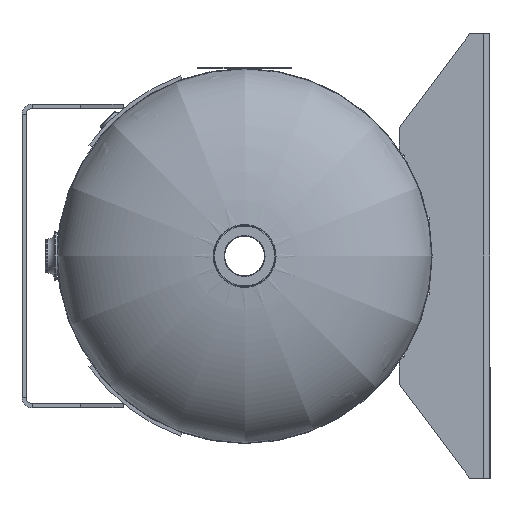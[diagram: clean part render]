
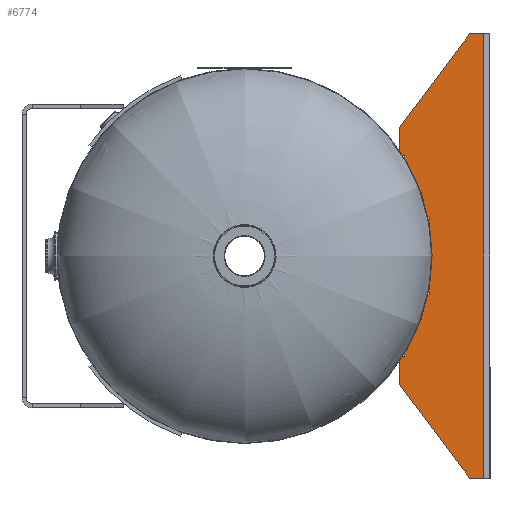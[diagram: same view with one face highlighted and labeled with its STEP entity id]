
A CAD part, left-side view. The second image highlights one B-rep face of the part: STEP entity #6774.
In plain terms, the highlighted face is planar.
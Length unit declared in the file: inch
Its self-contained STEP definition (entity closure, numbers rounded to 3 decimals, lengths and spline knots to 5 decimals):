
#459=CIRCLE('',#7464,8.0604);
#478=CIRCLE('',#7488,8.);
#480=CIRCLE('',#7493,8.0604);
#481=CIRCLE('',#7498,8.);
#484=CIRCLE('',#7507,8.0604);
#486=CIRCLE('',#7512,8.);
#487=CIRCLE('',#7514,8.);
#488=CIRCLE('',#7515,8.0604);
#489=CIRCLE('',#7516,8.);
#710=PLANE('',#7513);
#1052=FACE_OUTER_BOUND('',#1451,.T.);
#1451=EDGE_LOOP('',(#6189,#6190,#6191,#6192,#6193,#6194,#6195,#6196,#6197,
#6198,#6199,#6200,#6201,#6202,#6203,#6204,#6205,#6206,#6207,#6208,#6209,
#6210,#6211,#6212));
#2027=LINE('',#12694,#2676);
#2031=LINE('',#12703,#2680);
#2069=LINE('',#12824,#2718);
#2072=LINE('',#12829,#2721);
#2079=LINE('',#12850,#2728);
#2082=LINE('',#12858,#2731);
#2086=LINE('',#12872,#2735);
#2087=LINE('',#12876,#2736);
#2088=LINE('',#12880,#2737);
#2089=LINE('',#12882,#2738);
#2090=LINE('',#12884,#2739);
#2091=LINE('',#12886,#2740);
#2092=LINE('',#12888,#2741);
#2093=LINE('',#12890,#2742);
#2094=LINE('',#12891,#2743);
#2676=VECTOR('',#9018,0.3937);
#2680=VECTOR('',#9024,0.3937);
#2718=VECTOR('',#9130,0.3937);
#2721=VECTOR('',#9135,0.3937);
#2728=VECTOR('',#9160,0.3937);
#2731=VECTOR('',#9169,0.3937);
#2735=VECTOR('',#9185,0.3937);
#2736=VECTOR('',#9188,0.3937);
#2737=VECTOR('',#9191,0.3937);
#2738=VECTOR('',#9192,0.3937);
#2739=VECTOR('',#9193,0.3937);
#2740=VECTOR('',#9194,0.3937);
#2741=VECTOR('',#9195,0.3937);
#2742=VECTOR('',#9196,0.3937);
#2743=VECTOR('',#9197,0.3937);
#3417=VERTEX_POINT('',#12691);
#3418=VERTEX_POINT('',#12693);
#3421=VERTEX_POINT('',#12700);
#3422=VERTEX_POINT('',#12702);
#3465=VERTEX_POINT('',#12801);
#3469=VERTEX_POINT('',#12815);
#3470=VERTEX_POINT('',#12817);
#3471=VERTEX_POINT('',#12823);
#3472=VERTEX_POINT('',#12827);
#3477=VERTEX_POINT('',#12849);
#3478=VERTEX_POINT('',#12853);
#3479=VERTEX_POINT('',#12857);
#3481=VERTEX_POINT('',#12865);
#3482=VERTEX_POINT('',#12869);
#3483=VERTEX_POINT('',#12871);
#3484=VERTEX_POINT('',#12873);
#3485=VERTEX_POINT('',#12875);
#3486=VERTEX_POINT('',#12877);
#3487=VERTEX_POINT('',#12879);
#3488=VERTEX_POINT('',#12881);
#3489=VERTEX_POINT('',#12883);
#3490=VERTEX_POINT('',#12885);
#3491=VERTEX_POINT('',#12887);
#3492=VERTEX_POINT('',#12889);
#4321=EDGE_CURVE('',#3418,#3417,#2027,.T.);
#4325=EDGE_CURVE('',#3422,#3421,#2031,.T.);
#4328=EDGE_CURVE('',#3417,#3422,#459,.T.);
#4375=EDGE_CURVE('',#3465,#3418,#478,.T.);
#4383=EDGE_CURVE('',#3470,#3469,#480,.T.);
#4386=EDGE_CURVE('',#3471,#3470,#2069,.T.);
#4389=EDGE_CURVE('',#3469,#3472,#2072,.T.);
#4390=EDGE_CURVE('',#3421,#3471,#481,.T.);
#4399=EDGE_CURVE('',#3477,#3465,#2079,.T.);
#4401=EDGE_CURVE('',#3478,#3477,#484,.T.);
#4403=EDGE_CURVE('',#3479,#3478,#2082,.T.);
#4407=EDGE_CURVE('',#3481,#3479,#486,.T.);
#4409=EDGE_CURVE('',#3472,#3482,#487,.T.);
#4410=EDGE_CURVE('',#3482,#3483,#2086,.T.);
#4411=EDGE_CURVE('',#3483,#3484,#488,.T.);
#4412=EDGE_CURVE('',#3484,#3485,#2087,.T.);
#4413=EDGE_CURVE('',#3485,#3486,#489,.T.);
#4414=EDGE_CURVE('',#3487,#3486,#2088,.T.);
#4415=EDGE_CURVE('',#3488,#3487,#2089,.T.);
#4416=EDGE_CURVE('',#3488,#3489,#2090,.T.);
#4417=EDGE_CURVE('',#3490,#3489,#2091,.T.);
#4418=EDGE_CURVE('',#3490,#3491,#2092,.T.);
#4419=EDGE_CURVE('',#3492,#3491,#2093,.T.);
#4420=EDGE_CURVE('',#3481,#3492,#2094,.T.);
#6189=ORIENTED_EDGE('',*,*,#4325,.T.);
#6190=ORIENTED_EDGE('',*,*,#4390,.T.);
#6191=ORIENTED_EDGE('',*,*,#4386,.T.);
#6192=ORIENTED_EDGE('',*,*,#4383,.T.);
#6193=ORIENTED_EDGE('',*,*,#4389,.T.);
#6194=ORIENTED_EDGE('',*,*,#4409,.T.);
#6195=ORIENTED_EDGE('',*,*,#4410,.T.);
#6196=ORIENTED_EDGE('',*,*,#4411,.T.);
#6197=ORIENTED_EDGE('',*,*,#4412,.T.);
#6198=ORIENTED_EDGE('',*,*,#4413,.T.);
#6199=ORIENTED_EDGE('',*,*,#4414,.F.);
#6200=ORIENTED_EDGE('',*,*,#4415,.F.);
#6201=ORIENTED_EDGE('',*,*,#4416,.T.);
#6202=ORIENTED_EDGE('',*,*,#4417,.F.);
#6203=ORIENTED_EDGE('',*,*,#4418,.T.);
#6204=ORIENTED_EDGE('',*,*,#4419,.F.);
#6205=ORIENTED_EDGE('',*,*,#4420,.F.);
#6206=ORIENTED_EDGE('',*,*,#4407,.T.);
#6207=ORIENTED_EDGE('',*,*,#4403,.T.);
#6208=ORIENTED_EDGE('',*,*,#4401,.T.);
#6209=ORIENTED_EDGE('',*,*,#4399,.T.);
#6210=ORIENTED_EDGE('',*,*,#4375,.T.);
#6211=ORIENTED_EDGE('',*,*,#4321,.T.);
#6212=ORIENTED_EDGE('',*,*,#4328,.T.);
#6774=ADVANCED_FACE('',(#1052),#710,.T.);
#7464=AXIS2_PLACEMENT_3D('',#12707,#9030,#9031);
#7488=AXIS2_PLACEMENT_3D('',#12802,#9106,#9107);
#7493=AXIS2_PLACEMENT_3D('',#12818,#9122,#9123);
#7498=AXIS2_PLACEMENT_3D('',#12831,#9138,#9139);
#7507=AXIS2_PLACEMENT_3D('',#12854,#9164,#9165);
#7512=AXIS2_PLACEMENT_3D('',#12866,#9178,#9179);
#7513=AXIS2_PLACEMENT_3D('',#12868,#9181,#9182);
#7514=AXIS2_PLACEMENT_3D('',#12870,#9183,#9184);
#7515=AXIS2_PLACEMENT_3D('',#12874,#9186,#9187);
#7516=AXIS2_PLACEMENT_3D('',#12878,#9189,#9190);
#9018=DIRECTION('',(0.203,0.,-0.979));
#9024=DIRECTION('',(-0.191,0.,0.982));
#9030=DIRECTION('center_axis',(0.,1.,0.));
#9031=DIRECTION('ref_axis',(-1.,0.,0.));
#9106=DIRECTION('center_axis',(0.,1.,0.));
#9107=DIRECTION('ref_axis',(0.561,0.,-0.828));
#9122=DIRECTION('center_axis',(0.,1.,0.));
#9123=DIRECTION('ref_axis',(1.,0.,0.));
#9130=DIRECTION('',(-0.191,0.,-0.982));
#9135=DIRECTION('',(0.203,0.,0.979));
#9138=DIRECTION('center_axis',(0.,1.,0.));
#9139=DIRECTION('ref_axis',(0.561,0.,-0.828));
#9160=DIRECTION('',(-0.528,0.,0.849));
#9164=DIRECTION('center_axis',(0.,1.,0.));
#9165=DIRECTION('ref_axis',(-1.,0.,0.));
#9169=DIRECTION('',(0.538,0.,-0.843));
#9178=DIRECTION('center_axis',(0.,1.,0.));
#9179=DIRECTION('ref_axis',(0.561,0.,-0.828));
#9181=DIRECTION('center_axis',(0.,-1.,0.));
#9182=DIRECTION('ref_axis',(0.,0.,-1.));
#9183=DIRECTION('center_axis',(0.,1.,0.));
#9184=DIRECTION('ref_axis',(0.561,0.,-0.828));
#9185=DIRECTION('',(-0.528,0.,-0.849));
#9186=DIRECTION('center_axis',(0.,1.,0.));
#9187=DIRECTION('ref_axis',(1.,0.,0.));
#9188=DIRECTION('',(0.538,0.,0.843));
#9189=DIRECTION('center_axis',(0.,1.,0.));
#9190=DIRECTION('ref_axis',(0.561,0.,-0.828));
#9191=DIRECTION('',(1.,0.,0.));
#9192=DIRECTION('',(0.8,0.,0.6));
#9193=DIRECTION('',(0.,0.,-1.));
#9194=DIRECTION('',(-1.,0.,0.));
#9195=DIRECTION('',(0.,0.,1.));
#9196=DIRECTION('',(0.8,0.,-0.6));
#9197=DIRECTION('',(1.,0.,0.));
#12691=CARTESIAN_POINT('',(1.63852,-2.,2.6079));
#12693=CARTESIAN_POINT('',(1.62625,-2.,2.66704));
#12694=CARTESIAN_POINT('',(1.66792,-2.,2.46632));
#12700=CARTESIAN_POINT('',(1.52894,-2.,2.64746));
#12702=CARTESIAN_POINT('',(1.54049,-2.,2.58818));
#12703=CARTESIAN_POINT('',(0.81138,-2.,6.33284));
#12707=CARTESIAN_POINT('Origin',(0.,-2.,10.5));
#12801=CARTESIAN_POINT('',(4.22267,-2.,3.70522));
#12802=CARTESIAN_POINT('Origin',(0.,-2.,10.5));
#12815=CARTESIAN_POINT('',(-1.63852,-2.,2.6079));
#12817=CARTESIAN_POINT('',(-1.54049,-2.,2.58818));
#12818=CARTESIAN_POINT('Origin',(0.,-2.,10.5));
#12823=CARTESIAN_POINT('',(-1.52894,-2.,2.64746));
#12824=CARTESIAN_POINT('',(-1.15837,-2.,4.55069));
#12827=CARTESIAN_POINT('',(-1.62625,-2.,2.66704));
#12829=CARTESIAN_POINT('',(-2.06049,-2.,0.57547));
#12831=CARTESIAN_POINT('Origin',(0.,-2.,10.5));
#12849=CARTESIAN_POINT('',(4.25455,-2.,3.65392));
#12850=CARTESIAN_POINT('',(1.03026,-2.,8.84219));
#12853=CARTESIAN_POINT('',(4.33915,-2.,3.70723));
#12854=CARTESIAN_POINT('Origin',(0.,-2.,10.5));
#12857=CARTESIAN_POINT('',(4.30664,-2.,3.75813));
#12858=CARTESIAN_POINT('',(3.17479,-2.,5.52999));
#12865=CARTESIAN_POINT('',(4.48582,-2.,3.876));
#12866=CARTESIAN_POINT('Origin',(0.,-2.,10.5));
#12868=CARTESIAN_POINT('Origin',(-9.5,-2.,0.));
#12869=CARTESIAN_POINT('',(-4.22267,-2.,3.70522));
#12870=CARTESIAN_POINT('Origin',(0.,-2.,10.5));
#12871=CARTESIAN_POINT('',(-4.25455,-2.,3.65392));
#12872=CARTESIAN_POINT('',(-3.67704,-2.,4.5832));
#12873=CARTESIAN_POINT('',(-4.33915,-2.,3.70723));
#12874=CARTESIAN_POINT('Origin',(0.,-2.,10.5));
#12875=CARTESIAN_POINT('',(-4.30664,-2.,3.75813));
#12876=CARTESIAN_POINT('',(-5.92789,-2.,1.22013));
#12877=CARTESIAN_POINT('',(-4.48582,-2.,3.876));
#12878=CARTESIAN_POINT('Origin',(0.,-2.,10.5));
#12879=CARTESIAN_POINT('',(-5.5,-2.,3.876));
#12880=CARTESIAN_POINT('',(-9.5,-2.,3.876));
#12881=CARTESIAN_POINT('',(-9.5,-2.,0.876));
#12882=CARTESIAN_POINT('',(-8.71024,-2.,1.46832));
#12883=CARTESIAN_POINT('',(-9.5,-2.,0.269));
#12884=CARTESIAN_POINT('',(-9.5,-2.,3.876));
#12885=CARTESIAN_POINT('',(9.5,-2.,0.269));
#12886=CARTESIAN_POINT('',(-9.5,-2.,0.269));
#12887=CARTESIAN_POINT('',(9.5,-2.,0.876));
#12888=CARTESIAN_POINT('',(9.5,-2.,3.876));
#12889=CARTESIAN_POINT('',(5.5,-2.,3.876));
#12890=CARTESIAN_POINT('',(2.63024,-2.,6.02832));
#12891=CARTESIAN_POINT('',(-9.5,-2.,3.876));
